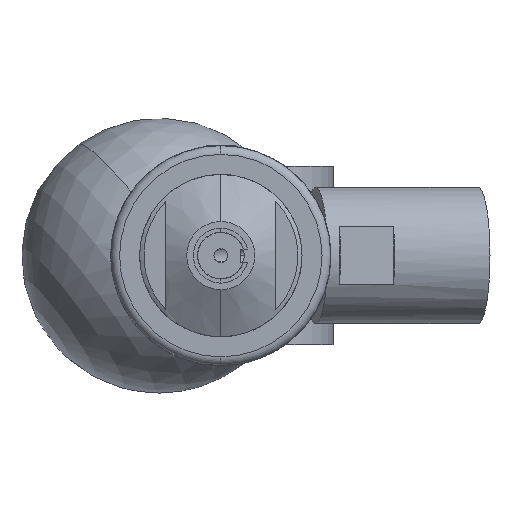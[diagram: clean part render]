
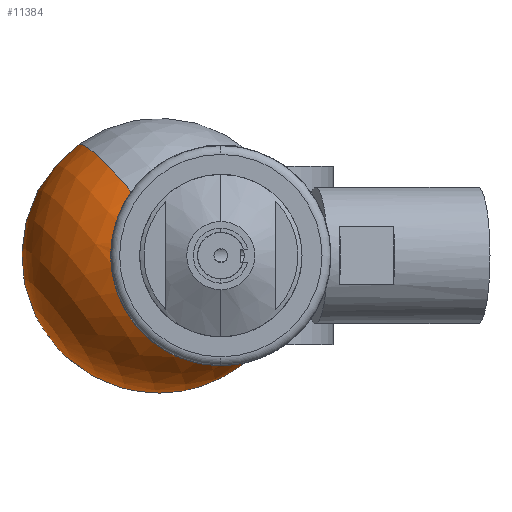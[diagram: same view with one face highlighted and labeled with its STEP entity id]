
A CAD part, left-side view. The second image highlights one B-rep face of the part: STEP entity #11384.
In plain terms, the highlighted spherical face has radius 15.875 mm.
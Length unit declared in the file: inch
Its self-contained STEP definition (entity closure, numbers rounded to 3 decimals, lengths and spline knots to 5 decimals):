
#146 = EDGE_LOOP ( 'NONE', ( #4206, #9065, #2894, #14444 ) ) ;
#158 = CARTESIAN_POINT ( 'NONE',  ( 7.16742, 0.28004, 0. ) ) ;
#239 = DIRECTION ( 'NONE',  ( 0.127, -0.801, 0.585 ) ) ;
#693 = CARTESIAN_POINT ( 'NONE',  ( 7.16742, 0.28004, 0. ) ) ;
#754 = CARTESIAN_POINT ( 'NONE',  ( 6.62453, 0.04597, -0.20274 ) ) ;
#1516 = AXIS2_PLACEMENT_3D ( 'NONE', #2921, #6432, #12207 ) ;
#1530 = CARTESIAN_POINT ( 'NONE',  ( 6.60165, 0.19044, 0. ) ) ;
#1854 = AXIS2_PLACEMENT_3D ( 'NONE', #158, #239, #8606 ) ;
#1932 = EDGE_CURVE ( 'NONE', #7740, #10893, #11537, .T. ) ;
#2327 = CARTESIAN_POINT ( 'NONE',  ( 7.16742, 0.28004, 0. ) ) ;
#2875 = AXIS2_PLACEMENT_3D ( 'NONE', #1530, #10953, #10876 ) ;
#2894 = ORIENTED_EDGE ( 'NONE', *, *, #1932, .T. ) ;
#2921 = CARTESIAN_POINT ( 'NONE',  ( 6.60165, 0.19044, 0. ) ) ;
#3604 = CARTESIAN_POINT ( 'NONE',  ( 6.57877, 0.3349, 0.20274 ) ) ;
#4206 = ORIENTED_EDGE ( 'NONE', *, *, #14347, .F. ) ;
#4210 = SPHERICAL_SURFACE ( 'NONE', #14031, 0.625 ) ;
#4221 = VERTEX_POINT ( 'NONE', #3604 ) ;
#5271 = CIRCLE ( 'NONE', #1854, 0.625 ) ;
#5280 = DIRECTION ( 'NONE',  ( 0.127, -0.801, 0.585 ) ) ;
#5577 = DIRECTION ( 'NONE',  ( 0.092, -0.578, -0.811 ) ) ;
#5613 = CIRCLE ( 'NONE', #7346, 0.625 ) ;
#5860 = CARTESIAN_POINT ( 'NONE',  ( 6.56993, 0.39068, -0.14627 ) ) ;
#6432 = DIRECTION ( 'NONE',  ( 0.988, 0.156, 0. ) ) ;
#7197 = VERTEX_POINT ( 'NONE', #13378 ) ;
#7346 = AXIS2_PLACEMENT_3D ( 'NONE', #2327, #9654, #8485 ) ;
#7740 = VERTEX_POINT ( 'NONE', #754 ) ;
#7988 = EDGE_CURVE ( 'NONE', #7197, #7740, #5613, .T. ) ;
#8485 = DIRECTION ( 'NONE',  ( 0., 0.59, 0.808 ) ) ;
#8606 = DIRECTION ( 'NONE',  ( 0., -0.59, -0.808 ) ) ;
#9065 = ORIENTED_EDGE ( 'NONE', *, *, #7988, .T. ) ;
#9456 = EDGE_CURVE ( 'NONE', #10893, #4221, #9753, .T. ) ;
#9654 = DIRECTION ( 'NONE',  ( -0.127, 0.801, -0.585 ) ) ;
#9753 = CIRCLE ( 'NONE', #2875, 0.25 ) ;
#10876 = DIRECTION ( 'NONE',  ( 0.127, -0.801, 0.585 ) ) ;
#10893 = VERTEX_POINT ( 'NONE', #5860 ) ;
#10953 = DIRECTION ( 'NONE',  ( 0.988, 0.156, 0. ) ) ;
#11384 = ADVANCED_FACE ( 'NONE', ( #12277 ), #4210, .T. ) ;
#11537 = CIRCLE ( 'NONE', #1516, 0.25 ) ;
#12207 = DIRECTION ( 'NONE',  ( 0.127, -0.801, 0.585 ) ) ;
#12277 = FACE_OUTER_BOUND ( 'NONE', #146, .T. ) ;
#13378 = CARTESIAN_POINT ( 'NONE',  ( 7.78472, 0.37782, 0. ) ) ;
#14031 = AXIS2_PLACEMENT_3D ( 'NONE', #693, #5280, #5577 ) ;
#14347 = EDGE_CURVE ( 'NONE', #7197, #4221, #5271, .T. ) ;
#14444 = ORIENTED_EDGE ( 'NONE', *, *, #9456, .T. ) ;
